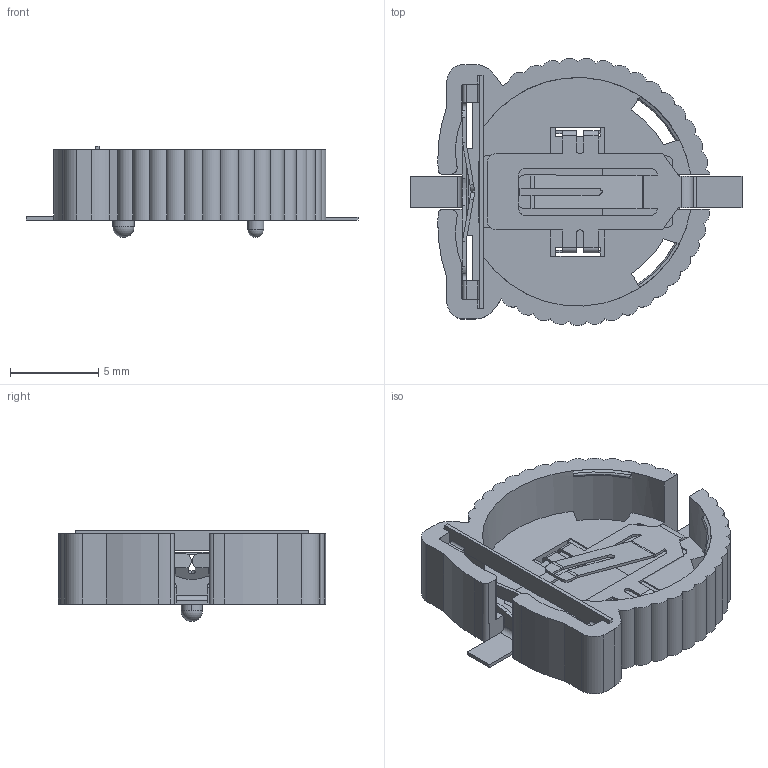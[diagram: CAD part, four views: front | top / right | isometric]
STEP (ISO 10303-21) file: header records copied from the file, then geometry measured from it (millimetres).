
FILE_DESCRIPTION(('FreeCAD Model'),'2;1');
FILE_NAME('1056.step','2020-03-15T18:26:14',( 'kicad StepUp'),('ksu MCAD'),'Open CASCADE STEP processor 7.3', 'FreeCAD','Unknown');
FILE_SCHEMA(('AUTOMOTIVE_DESIGN { 1 0 10303 214 1 1 1 1 }'));
Length unit declared in the file: millimetre
Products named in the file (1): 1056
Bounding box: 18.8 x 15.14 x 5.16 mm (x, y, z)
Volume: 359.3 mm3; surface area: 1027.6 mm2
Topology: 3 solids, 3 shells, 363 faces, 3059 edges, 8820 vertices
Faces by surface type: plane 215, cylinder 138, bspline 8, sphere 2
Entity records: 35346 total; most frequent: CARTESIAN_POINT 12383, DIRECTION 4657, LINE 2145, VECTOR 2145, GEOMETRIC_CURVE_SET 2039, ORIENTED_EDGE 2038, TRIMMED_CURVE 2038, AXIS2_PLACEMENT_3D 1256
